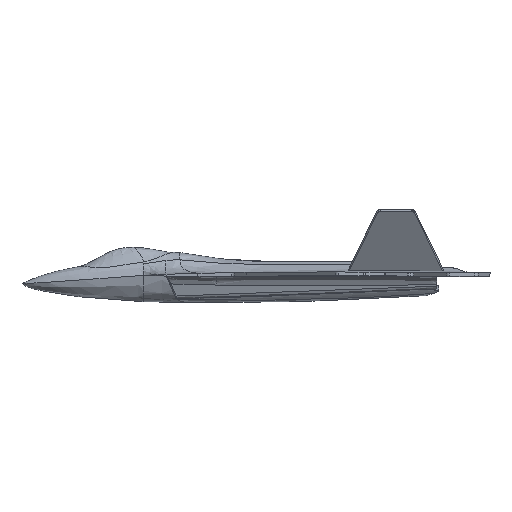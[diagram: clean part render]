
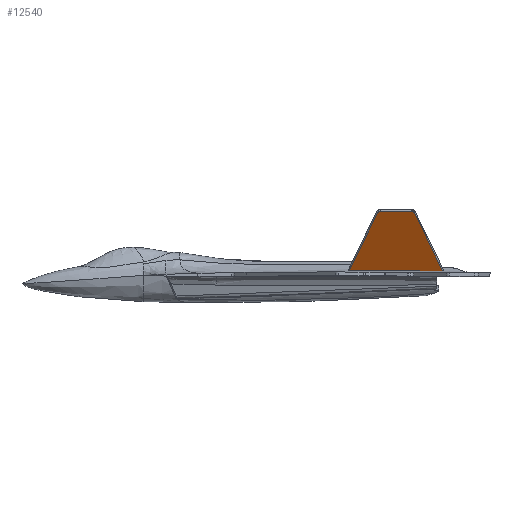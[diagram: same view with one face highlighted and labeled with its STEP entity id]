
A CAD part, top view. The second image highlights one B-rep face of the part: STEP entity #12540.
In plain terms, the highlighted planar face has unit normal (0, -0.524, 0.852).
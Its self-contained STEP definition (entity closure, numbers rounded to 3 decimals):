
#167=CARTESIAN_POINT('',(48.92,-45.852,-69.1));
#168=CARTESIAN_POINT('',(50.275,-45.851,-69.099));
#169=CARTESIAN_POINT('',(52.981,-45.85,-69.098));
#170=CARTESIAN_POINT('',(57.027,-45.856,-69.101));
#171=CARTESIAN_POINT('',(61.076,-45.864,-69.106));
#172=CARTESIAN_POINT('',(65.136,-45.875,-69.113));
#173=CARTESIAN_POINT('',(69.219,-45.889,-69.122));
#174=CARTESIAN_POINT('',(73.315,-45.908,-69.133));
#175=CARTESIAN_POINT('',(77.411,-45.93,-69.147));
#176=CARTESIAN_POINT('',(81.506,-45.956,-69.162));
#177=CARTESIAN_POINT('',(85.598,-45.982,-69.179));
#178=CARTESIAN_POINT('',(89.692,-46.011,-69.196));
#179=CARTESIAN_POINT('',(93.795,-46.039,-69.213));
#180=CARTESIAN_POINT('',(96.543,-46.058,-69.225));
#181=CARTESIAN_POINT('',(97.919,-46.068,-69.231));
#3746=DIRECTION('',(0.385,-0.786,-0.484));
#3747=VECTOR('',#3746,38.867);
#3748=CARTESIAN_POINT('',(82.972,-15.508,
-50.433));
#3749=LINE('',#3748,#3747);
#3750=DIRECTION('',(0.385,0.786,0.484));
#3751=VECTOR('',#3750,38.594);
#3752=CARTESIAN_POINT('',(48.92,-45.852,
-69.1));
#3753=LINE('',#3752,#3751);
#3754=CARTESIAN_POINT('',(63.762,-15.508,
-50.434));
#3755=CARTESIAN_POINT('',(63.796,-15.437,
-50.39));
#3756=CARTESIAN_POINT('',(63.875,-15.311,
-50.312));
#3757=CARTESIAN_POINT('',(64.015,-15.155,
-50.217));
#3758=CARTESIAN_POINT('',(64.162,-15.034,
-50.142));
#3759=CARTESIAN_POINT('',(64.312,-14.94,
-50.085));
#3760=CARTESIAN_POINT('',(64.462,-14.868,
-50.04));
#3761=CARTESIAN_POINT('',(64.614,-14.814,
-50.007));
#3762=CARTESIAN_POINT('',(64.771,-14.774,
-49.982));
#3763=CARTESIAN_POINT('',(64.937,-14.748,
-49.966));
#3764=CARTESIAN_POINT('',(65.057,-14.741,
-49.962));
#3765=CARTESIAN_POINT('',(65.12,-14.741,
-49.962));
#3767=DIRECTION('',(1.,0.,0.));
#3768=VECTOR('',#3767,16.495);
#3769=CARTESIAN_POINT('',(65.12,-14.741,
-49.962));
#3770=LINE('',#3769,#3768);
#3771=CARTESIAN_POINT('',(81.614,-14.742,
-49.962));
#3772=CARTESIAN_POINT('',(81.704,-14.742,
-49.962));
#3773=CARTESIAN_POINT('',(81.874,-14.755,
-49.97));
#3774=CARTESIAN_POINT('',(82.098,-14.805,
-50.001));
#3775=CARTESIAN_POINT('',(82.288,-14.874,
-50.043));
#3776=CARTESIAN_POINT('',(82.449,-14.956,
-50.093));
#3777=CARTESIAN_POINT('',(82.585,-15.046,
-50.149));
#3778=CARTESIAN_POINT('',(82.703,-15.144,
-50.209));
#3779=CARTESIAN_POINT('',(82.806,-15.251,
-50.275));
#3780=CARTESIAN_POINT('',(82.896,-15.369,
-50.348));
#3781=CARTESIAN_POINT('',(82.949,-15.46,
-50.404));
#3782=CARTESIAN_POINT('',(82.972,-15.508,
-50.433));
#4194=CARTESIAN_POINT('',(82.972,-15.508,
-50.433));
#4195=CARTESIAN_POINT('',(97.919,-46.068,
-69.231));
#4196=VERTEX_POINT('',#4194);
#4197=VERTEX_POINT('',#4195);
#4203=VERTEX_POINT('',#3771);
#4206=CARTESIAN_POINT('',(65.12,-14.741,
-49.962));
#4207=VERTEX_POINT('',#4206);
#4209=VERTEX_POINT('',#3754);
#4212=CARTESIAN_POINT('',(48.92,-45.852,
-69.1));
#4213=VERTEX_POINT('',#4212);
#12522=CARTESIAN_POINT('',(73.394,-30.068,
-59.39));
#12523=DIRECTION('',(0.,0.524,-0.852));
#12524=DIRECTION('',(1.,0.002,0.001));
#12525=AXIS2_PLACEMENT_3D('',#12522,#12523,#12524);
#12526=PLANE('',#12525);
#12528=ORIENTED_EDGE('',*,*,#12527,.T.);
#12529=ORIENTED_EDGE('',*,*,#4711,.F.);
#12531=ORIENTED_EDGE('',*,*,#12530,.T.);
#12533=ORIENTED_EDGE('',*,*,#12532,.T.);
#12535=ORIENTED_EDGE('',*,*,#12534,.T.);
#12537=ORIENTED_EDGE('',*,*,#12536,.T.);
#12538=EDGE_LOOP('',(#12528,#12529,#12531,#12533,#12535,#12537));
#12539=FACE_OUTER_BOUND('',#12538,.F.);
#12540=ADVANCED_FACE('',(#12539),#12526,.F.);
#182=B_SPLINE_CURVE_WITH_KNOTS('',3,(#167,#168,#169,#170,#171,#172,#173,#174,
#175,#176,#177,#178,#179,#180,#181),.UNSPECIFIED.,.F.,.F.,(4,1,1,1,1,1,1,1,1,1,
1,1,4),(0.,0.083,0.167,0.25,0.333,
0.417,0.5,0.583,0.667,0.75,
0.833,0.917,1.),.UNSPECIFIED.);
#3766=B_SPLINE_CURVE_WITH_KNOTS('',3,(#3754,#3755,#3756,#3757,#3758,#3759,#3760,
#3761,#3762,#3763,#3764,#3765),.UNSPECIFIED.,.F.,.F.,(4,1,1,1,1,1,1,1,1,4),
(0.,0.111,0.222,0.333,0.444,
0.556,0.667,0.778,0.889,1.),
.UNSPECIFIED.);
#3783=B_SPLINE_CURVE_WITH_KNOTS('',3,(#3771,#3772,#3773,#3774,#3775,#3776,#3777,
#3778,#3779,#3780,#3781,#3782),.UNSPECIFIED.,.F.,.F.,(4,1,1,1,1,1,1,1,1,4),
(0.,0.111,0.222,0.333,0.444,
0.556,0.667,0.778,0.889,1.),
.UNSPECIFIED.);
#4711=EDGE_CURVE('',#4213,#4197,#182,.T.);
#12527=EDGE_CURVE('',#4196,#4197,#3749,.T.);
#12530=EDGE_CURVE('',#4213,#4209,#3753,.T.);
#12532=EDGE_CURVE('',#4209,#4207,#3766,.T.);
#12534=EDGE_CURVE('',#4207,#4203,#3770,.T.);
#12536=EDGE_CURVE('',#4203,#4196,#3783,.T.);
